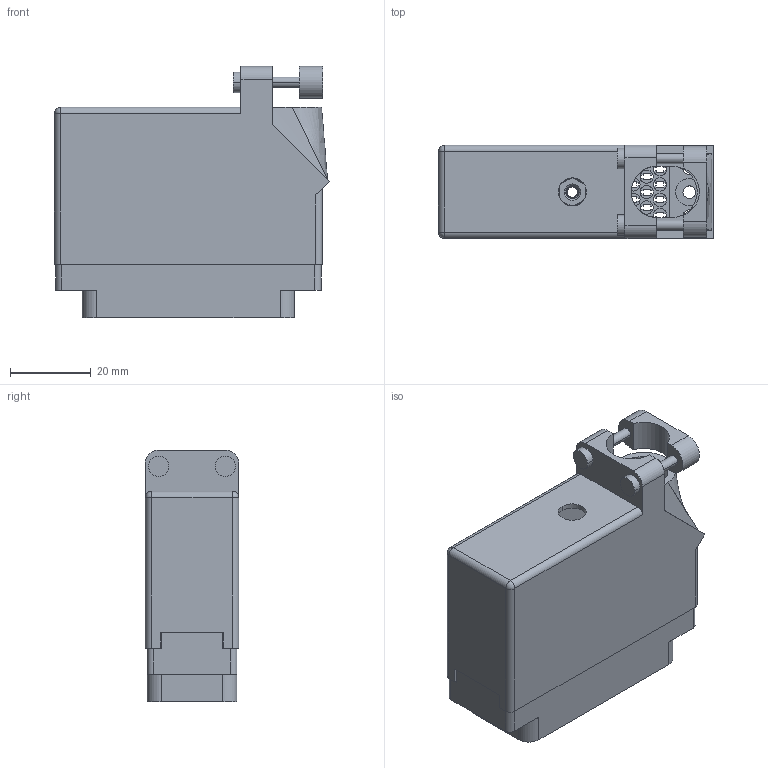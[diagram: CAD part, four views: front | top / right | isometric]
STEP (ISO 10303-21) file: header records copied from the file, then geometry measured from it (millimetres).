
FILE_DESCRIPTION (( 'STEP AP203' ), '1' );
FILE_NAME ('516-056-000-516.STEP', '2020-03-10T05:05:18', ( '' ), ( '' ), 'SwSTEP 2.0', 'SolidWorks 2016', '' );
FILE_SCHEMA (( 'CONFIG_CONTROL_DESIGN' ));
Length unit declared in the file: inch
Products named in the file (4): 516-230-001_Plastic - 056 Top Entry; 516-056-000-516; 516 Plug Insulator_056; 516-252-035-100_516-252-035-100
Assembly tree (3 placements, depth 2):
  516-056-000-516
    516 Plug Insulator_056
    516-230-001_Plastic - 056 Top Entry
    516-252-035-100_516-252-035-100
Bounding box: 68.14 x 23.11 x 62.28 mm (x, y, z)
Volume: 23844 mm3; surface area: 32678.1 mm2
Topology: 3 solids, 3 shells, 1342 faces, 3922 edges, 2608 vertices
Faces by surface type: plane 945, cylinder 374, cone 12, bspline 9, sphere 2
Entity records: 47469 total; most frequent: CARTESIAN_POINT 10415, ORIENTED_EDGE 7840, DIRECTION 7503, EDGE_CURVE 3920, VECTOR 2907, LINE 2907, VERTEX_POINT 2608, AXIS2_PLACEMENT_3D 2298
